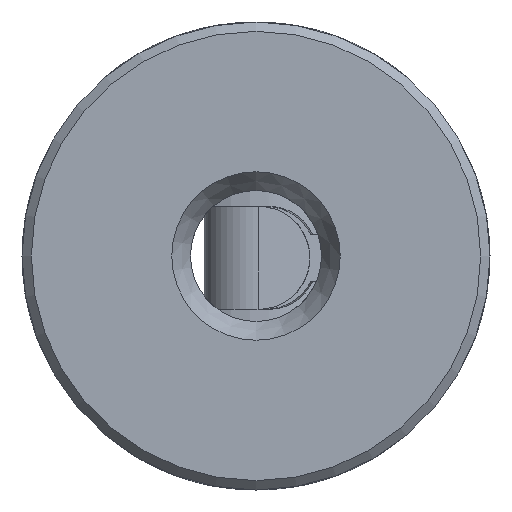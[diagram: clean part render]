
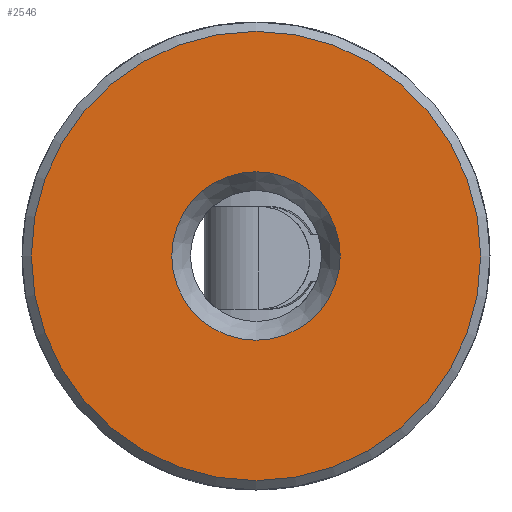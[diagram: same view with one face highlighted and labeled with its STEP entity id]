
A CAD part, left-side view. The second image highlights one B-rep face of the part: STEP entity #2546.
In plain terms, the highlighted planar face has unit normal (-1, 0, 0).
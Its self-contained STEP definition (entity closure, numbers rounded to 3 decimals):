
#350 = EDGE_LOOP ( 'NONE', ( #4009 ) ) ;
#624 = EDGE_CURVE ( 'NONE', #3848, #3848, #2706, .T. ) ;
#770 = AXIS2_PLACEMENT_3D ( 'NONE', #4436, #4109, #1288 ) ;
#903 = CARTESIAN_POINT ( 'NONE',  ( -80., 4.5, 0. ) ) ;
#1288 = DIRECTION ( 'NONE',  ( 0., 0., -1. ) ) ;
#1843 = EDGE_LOOP ( 'NONE', ( #2082 ) ) ;
#2082 = ORIENTED_EDGE ( 'NONE', *, *, #3248, .F. ) ;
#2546 = ADVANCED_FACE ( 'NONE', ( #3570, #4446 ), #3648, .T. ) ;
#2706 = CIRCLE ( 'NONE', #770, 4.5 ) ;
#2876 = DIRECTION ( 'NONE',  ( -1., 0., 0. ) ) ;
#3201 = CARTESIAN_POINT ( 'NONE',  ( -80., 0., -4.5 ) ) ;
#3248 = EDGE_CURVE ( 'NONE', #3776, #3776, #3566, .T. ) ;
#3255 = CARTESIAN_POINT ( 'NONE',  ( -80., 0., -12. ) ) ;
#3451 = DIRECTION ( 'NONE',  ( 0., 0., -1. ) ) ;
#3566 = CIRCLE ( 'NONE', #4887, 12. ) ;
#3570 = FACE_BOUND ( 'NONE', #350, .T. ) ;
#3648 = PLANE ( 'NONE',  #4655 ) ;
#3692 = DIRECTION ( 'NONE',  ( 0., 0., 1. ) ) ;
#3776 = VERTEX_POINT ( 'NONE', #3255 ) ;
#3805 = DIRECTION ( 'NONE',  ( 1., 0., 0. ) ) ;
#3848 = VERTEX_POINT ( 'NONE', #3201 ) ;
#4009 = ORIENTED_EDGE ( 'NONE', *, *, #624, .T. ) ;
#4109 = DIRECTION ( 'NONE',  ( 1., 0., 0. ) ) ;
#4232 = CARTESIAN_POINT ( 'NONE',  ( -80., 0., 0. ) ) ;
#4436 = CARTESIAN_POINT ( 'NONE',  ( -80., 0., 0. ) ) ;
#4446 = FACE_OUTER_BOUND ( 'NONE', #1843, .T. ) ;
#4655 = AXIS2_PLACEMENT_3D ( 'NONE', #903, #2876, #3692 ) ;
#4887 = AXIS2_PLACEMENT_3D ( 'NONE', #4232, #3805, #3451 ) ;
